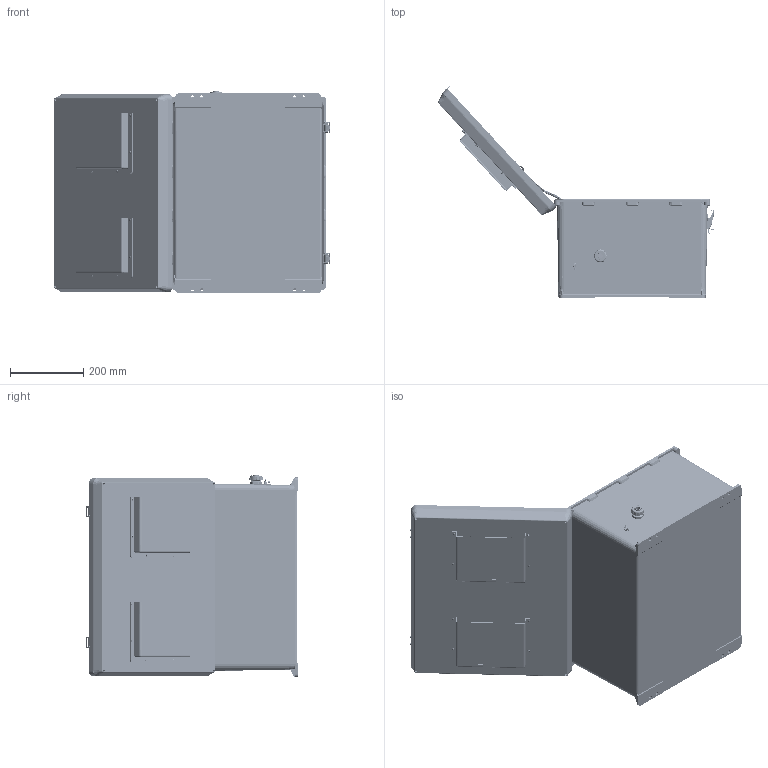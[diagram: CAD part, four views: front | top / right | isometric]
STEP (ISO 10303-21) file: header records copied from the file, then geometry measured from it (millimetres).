
FILE_DESCRIPTION (( 'STEP AP214' ), '1' );
FILE_NAME ('NB201611-1HF.STEP', '2014-12-03T13:29:47', ( 'L-Com' ), ( 'L-Com Global Connectivity' ), 'SwSTEP 2.0', 'SolidWorks 2014', '' );
FILE_SCHEMA (( 'AUTOMOTIVE_DESIGN' ));
Length unit declared in the file: inch
Products named in the file (41): XFW-0004; XHIC-HTR110; XFS-0006; XFS-0031; NB201611-1HF; XFN-0013; FanWires-20; XCTB-0002; XFR-0005; NEMA_201611_GroundWire; XMH-0005; XMH-0010; XFS-0024_90184A168; XCT-0005; XMH-0002; XFN-0003; XMH-0001_With Mesh; XFS-0026; XM220-01-UL; XCT-0010; XFN-0002; XC-0003; XFS-0066_90272A147; XMH-0007; XFN-0022; XFS-0077; X-ASSY-HYP285-1; XFW-0002; XERZ-V20D241; 1BE04-052; X-PCB-HYP285; NB201611-Hinge; XFS-0017; NB201611-DoorClasp-1; XF797-02; NB201611-DoorClasp-2; XFS-0032_91735A151; NB201611-lid vented; XFS-0067_XFS-0067; XMH-0006 ...
Assembly tree (102 placements, depth 3):
  NB201611-1HF
    NB201611-box
    NB201611-lid vented
    NB201611-DoorClasp-2  x2
    NB201611-DoorClasp-1  x2
    NB201611-Hinge  x2
    1BE04-052
    XFW-0002  x5
    XFS-0077  x4
    XMH-0007  x4
    XC-0003
    XCT-0010  x2
    XFS-0026
    XFN-0003  x2
    XCT-0005
    XMH-0010  x2
    NEMA_201611_GroundWire
    XCTB-0002
    XFN-0013  x2
    XFS-0006  x2
    XFW-0004  x2
    XFS-0067_XFS-0067  x2
    XFS-0032_91735A151  x2
    XF797-02
    XFS-0017  x3
    X-ASSY-HYP285-1
      X-PCB-HYP285
      XERZ-V20D241  x3
    XFN-0022  x2
    XFS-0066_90272A147  x2
    XFN-0002  x8
    XM220-01-UL  x2
    XMH-0001_With Mesh  x2
    XMH-0002  x2
    XFS-0024_90184A168  x8
    XMH-0005
    XFR-0005  x12
    FanWires-20
    XFS-0031  x6
    XHIC-HTR110  x2
    XMH-0006  x2
Bounding box: 754.68 x 578.56 x 552.97 mm (x, y, z)
Volume: 5101511.2 mm3; surface area: 3013116.7 mm2
Topology: 373 solids, 374 shells, 11998 faces, 30852 edges, 19744 vertices
Faces by surface type: cylinder 5220, plane 3549, cone 1693, bspline 800, torus 667, sphere 69
Entity records: 219742 total; most frequent: CARTESIAN_POINT 68952, ORIENTED_EDGE 26966, DIRECTION 26414, EDGE_CURVE 13483, AXIS2_PLACEMENT_3D 10019, VERTEX_POINT 8561, VECTOR 6376, LINE 6376
